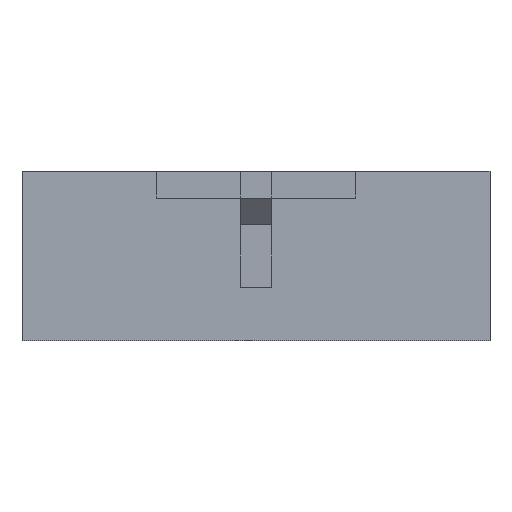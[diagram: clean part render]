
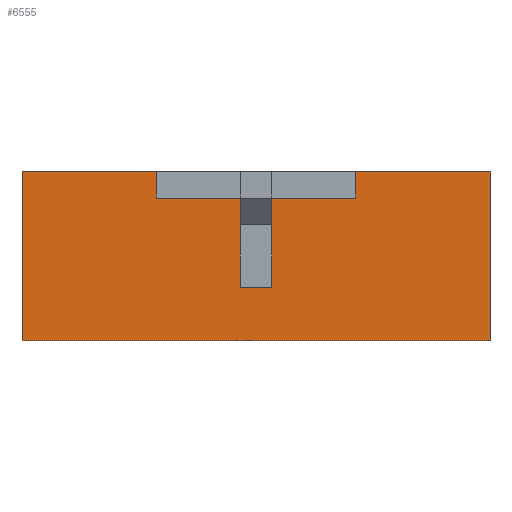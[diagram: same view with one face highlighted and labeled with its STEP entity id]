
A CAD part, left-side view. The second image highlights one B-rep face of the part: STEP entity #6555.
In plain terms, the highlighted planar face has unit normal (-1, 0, 0).
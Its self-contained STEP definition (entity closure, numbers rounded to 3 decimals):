
#32 = VERTEX_POINT('',#33);
#33 = CARTESIAN_POINT('',(-17.26,-0.7,
    -1.4));
#39 = EDGE_CURVE('',#40,#32,#42,.T.);
#40 = VERTEX_POINT('',#41);
#41 = CARTESIAN_POINT('',(-17.26,-0.7,2.6
    ));
#42 = LINE('',#43,#44);
#43 = CARTESIAN_POINT('',(-17.26,-0.7,2.6
    ));
#44 = VECTOR('',#45,1.);
#45 = DIRECTION('',(0.,0.,-1.));
#70 = EDGE_CURVE('',#71,#40,#73,.T.);
#71 = VERTEX_POINT('',#72);
#72 = CARTESIAN_POINT('',(-17.26,-4.475,2.6
    ));
#73 = LINE('',#74,#75);
#74 = CARTESIAN_POINT('',(-17.26,-4.475,2.6
    ));
#75 = VECTOR('',#76,1.);
#76 = DIRECTION('',(0.,1.,0.));
#149 = VERTEX_POINT('',#150);
#150 = CARTESIAN_POINT('',(-17.26,-4.475,
    3.8));
#156 = EDGE_CURVE('',#157,#149,#159,.T.);
#157 = VERTEX_POINT('',#158);
#158 = CARTESIAN_POINT('',(-17.26,-10.5,3.8));
#159 = LINE('',#160,#161);
#160 = CARTESIAN_POINT('',(-17.26,-10.5,3.8));
#161 = VECTOR('',#162,1.);
#162 = DIRECTION('',(0.,1.,0.));
#261 = VERTEX_POINT('',#262);
#262 = CARTESIAN_POINT('',(-17.26,10.5,3.8));
#268 = EDGE_CURVE('',#269,#261,#271,.T.);
#269 = VERTEX_POINT('',#270);
#270 = CARTESIAN_POINT('',(-17.26,4.475,3.8
    ));
#271 = LINE('',#272,#273);
#272 = CARTESIAN_POINT('',(-17.26,4.475,3.8
    ));
#273 = VECTOR('',#274,1.);
#274 = DIRECTION('',(0.,1.,0.));
#756 = VERTEX_POINT('',#757);
#757 = CARTESIAN_POINT('',(-17.26,-10.5,-3.8));
#763 = EDGE_CURVE('',#764,#756,#766,.T.);
#764 = VERTEX_POINT('',#765);
#765 = CARTESIAN_POINT('',(-17.26,10.5,-3.8));
#766 = LINE('',#767,#768);
#767 = CARTESIAN_POINT('',(-17.26,10.5,-3.8));
#768 = VECTOR('',#769,1.);
#769 = DIRECTION('',(0.,-1.,0.));
#6359 = VERTEX_POINT('',#6360);
#6360 = CARTESIAN_POINT('',(-17.26,4.475,
    2.6));
#6366 = EDGE_CURVE('',#6367,#6359,#6369,.T.);
#6367 = VERTEX_POINT('',#6368);
#6368 = CARTESIAN_POINT('',(-17.26,0.7,
    2.6));
#6369 = LINE('',#6370,#6371);
#6370 = CARTESIAN_POINT('',(-17.26,0.7,
    2.6));
#6371 = VECTOR('',#6372,1.);
#6372 = DIRECTION('',(0.,1.,0.));
#6389 = EDGE_CURVE('',#6359,#269,#6390,.T.);
#6390 = LINE('',#6391,#6392);
#6391 = CARTESIAN_POINT('',(-17.26,4.475,
    2.6));
#6392 = VECTOR('',#6393,1.);
#6393 = DIRECTION('',(0.,0.,1.));
#6555 = ADVANCED_FACE('',(#6556),#6597,.T.);
#6556 = FACE_BOUND('',#6557,.T.);
#6557 = EDGE_LOOP('',(#6558,#6559,#6560,#6568,#6574,#6575,#6576,#6577,
    #6583,#6584,#6590,#6591));
#6558 = ORIENTED_EDGE('',*,*,#70,.T.);
#6559 = ORIENTED_EDGE('',*,*,#39,.T.);
#6560 = ORIENTED_EDGE('',*,*,#6561,.T.);
#6561 = EDGE_CURVE('',#32,#6562,#6564,.T.);
#6562 = VERTEX_POINT('',#6563);
#6563 = CARTESIAN_POINT('',(-17.26,0.7,
    -1.4));
#6564 = LINE('',#6565,#6566);
#6565 = CARTESIAN_POINT('',(-17.26,-0.7,
    -1.4));
#6566 = VECTOR('',#6567,1.);
#6567 = DIRECTION('',(0.,1.,0.));
#6568 = ORIENTED_EDGE('',*,*,#6569,.T.);
#6569 = EDGE_CURVE('',#6562,#6367,#6570,.T.);
#6570 = LINE('',#6571,#6572);
#6571 = CARTESIAN_POINT('',(-17.26,0.7,
    -1.4));
#6572 = VECTOR('',#6573,1.);
#6573 = DIRECTION('',(0.,0.,1.));
#6574 = ORIENTED_EDGE('',*,*,#6366,.T.);
#6575 = ORIENTED_EDGE('',*,*,#6389,.T.);
#6576 = ORIENTED_EDGE('',*,*,#268,.T.);
#6577 = ORIENTED_EDGE('',*,*,#6578,.T.);
#6578 = EDGE_CURVE('',#261,#764,#6579,.T.);
#6579 = LINE('',#6580,#6581);
#6580 = CARTESIAN_POINT('',(-17.26,10.5,3.8));
#6581 = VECTOR('',#6582,1.);
#6582 = DIRECTION('',(0.,0.,-1.));
#6583 = ORIENTED_EDGE('',*,*,#763,.T.);
#6584 = ORIENTED_EDGE('',*,*,#6585,.T.);
#6585 = EDGE_CURVE('',#756,#157,#6586,.T.);
#6586 = LINE('',#6587,#6588);
#6587 = CARTESIAN_POINT('',(-17.26,-10.5,-3.8));
#6588 = VECTOR('',#6589,1.);
#6589 = DIRECTION('',(0.,0.,1.));
#6590 = ORIENTED_EDGE('',*,*,#156,.T.);
#6591 = ORIENTED_EDGE('',*,*,#6592,.T.);
#6592 = EDGE_CURVE('',#149,#71,#6593,.T.);
#6593 = LINE('',#6594,#6595);
#6594 = CARTESIAN_POINT('',(-17.26,-4.475,
    3.8));
#6595 = VECTOR('',#6596,1.);
#6596 = DIRECTION('',(0.,0.,-1.));
#6597 = PLANE('',#6598);
#6598 = AXIS2_PLACEMENT_3D('',#6599,#6600,#6601);
#6599 = CARTESIAN_POINT('',(-17.26,0.,-0.057));
#6600 = DIRECTION('',(-1.,-0.,-0.));
#6601 = DIRECTION('',(0.,0.,-1.));
